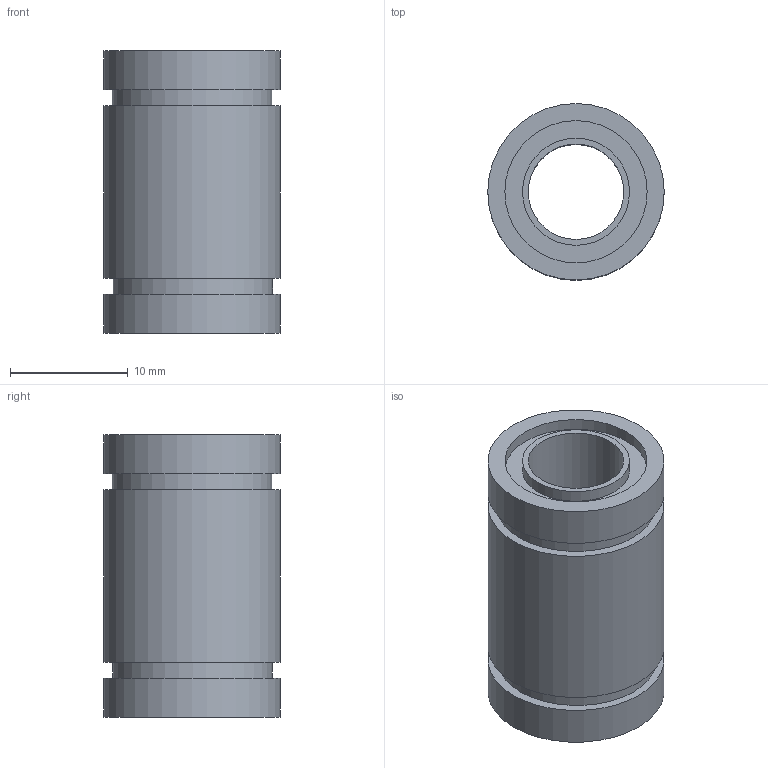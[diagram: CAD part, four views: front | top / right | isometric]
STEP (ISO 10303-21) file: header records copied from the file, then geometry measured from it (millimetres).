
FILE_DESCRIPTION(('FreeCAD Model'),'2;1');
FILE_NAME('8mm linear bearing.stp','2014-03-10T01:45:11',('FreeCAD'),( 'FreeCAD'),'Open CASCADE STEP processor 6.3','FreeCAD','Unknown');
FILE_SCHEMA(('AUTOMOTIVE_DESIGN_CC2 { 1 2 10303 214 -1 1 5 4 }'));
Length unit declared in the file: millimetre
Products named in the file (1): bearing_with_both_outer_rings
Bounding box: 15 x 15 x 24 mm (x, y, z)
Volume: 2816.7 mm3; surface area: 2243 mm2
Topology: 1 solids, 1 shells, 20 faces, 31 edges, 21 vertices
Faces by surface type: plane 10, cylinder 10
Full cylindrical faces by diameter (mm): 8.1 x1, 9.1 x2, 12.1 x2, 13.55 x2, 15 x3
Entity records: 946 total; most frequent: CARTESIAN_POINT 243, DIRECTION 138, ORIENTED_EDGE 62, PCURVE 62, DEFINITIONAL_REPRESENTATION 62, LINE 51, VECTOR 51, AXIS2_PLACEMENT_3D 42
